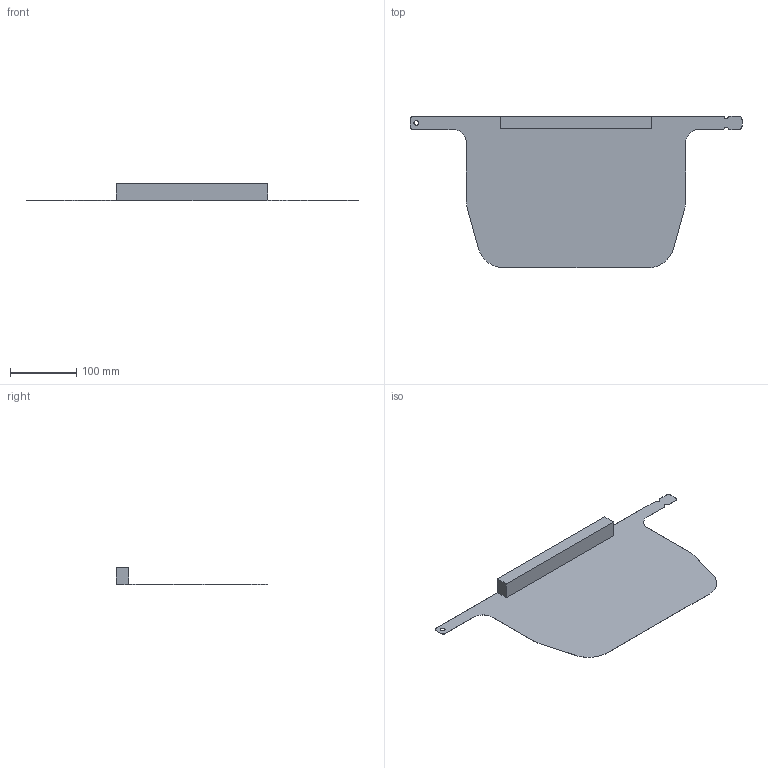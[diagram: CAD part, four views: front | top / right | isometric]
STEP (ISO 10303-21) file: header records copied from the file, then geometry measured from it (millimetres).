
FILE_DESCRIPTION(/* description */ (''),/* implementation_level */ '2;1');
FILE_NAME(/* name */ 'atap1p5_flat',/* time_stamp */ '2020-04-07T18:42:28-07:00',/* author */ (''),/* organization */ (''),/* preprocessor_version */ 'ST-DEVELOPER v16.5',/* originating_system */ '',/* authorisation */ '');
FILE_SCHEMA (('AUTOMOTIVE_DESIGN'));
Length unit declared in the file: millimetre
Products named in the file (1): Document
Bounding box: 500 x 228.2 x 25.65 mm (x, y, z)
Volume: 129911.2 mm3; surface area: 173601.2 mm2
Topology: 2 solids, 2 shells, 38 faces, 102 edges, 68 vertices
Faces by surface type: bspline 30, plane 8
Entity records: 1126 total; most frequent: CARTESIAN_POINT 570, ORIENTED_EDGE 204, EDGE_CURVE 102, VERTEX_POINT 68, EDGE_LOOP 40, ADVANCED_FACE 38, FACE_OUTER_BOUND 38, B_SPLINE_CURVE_WITH_KNOTS 12
